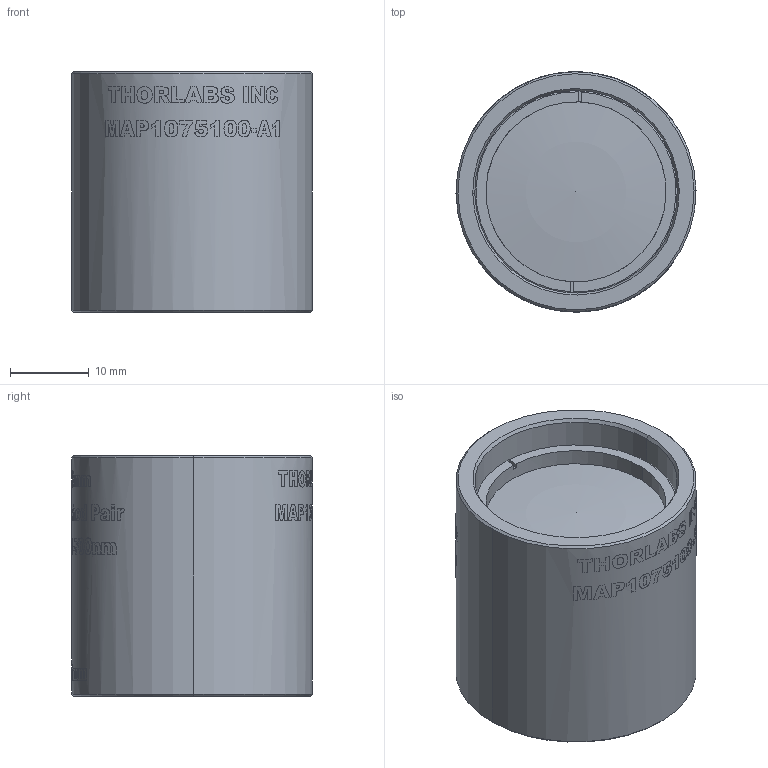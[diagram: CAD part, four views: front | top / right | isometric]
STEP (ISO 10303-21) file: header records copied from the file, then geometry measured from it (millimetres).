
FILE_DESCRIPTION (( 'STEP AP214' ), '1' );
FILE_NAME ('13300-E0W.STEP', '2008-06-17T18:55:16', ( 'Admin' ), ( 'Thorlabs, Inc.' ), 'SwSTEP 2.0', 'SolidWorks 2007', '' );
FILE_SCHEMA (( 'AUTOMOTIVE_DESIGN' ));
Length unit declared in the file: millimetre
Products named in the file (1): 13300-E0W
Bounding box: 30.48 x 30.48 x 30.48 mm (x, y, z)
Surface area: 6108.1 mm2 (no closed solid volume)
Topology: 0 solids, 5 shells, 145 faces, 948 edges, 906 vertices
Faces by surface type: cylinder 111, plane 18, cone 14, sphere 2
Entity records: 19253 total; most frequent: CARTESIAN_POINT 10564, ORIENTED_EDGE 1854, DIRECTION 1022, EDGE_CURVE 942, VERTEX_POINT 902, B_SPLINE_CURVE_WITH_KNOTS 462, AXIS2_PLACEMENT_3D 396, CIRCLE 250
